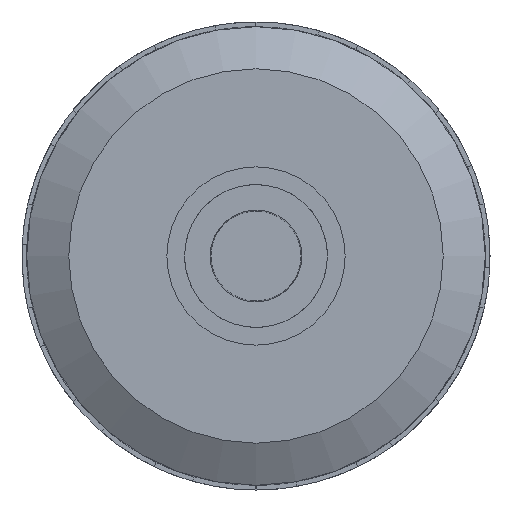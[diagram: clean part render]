
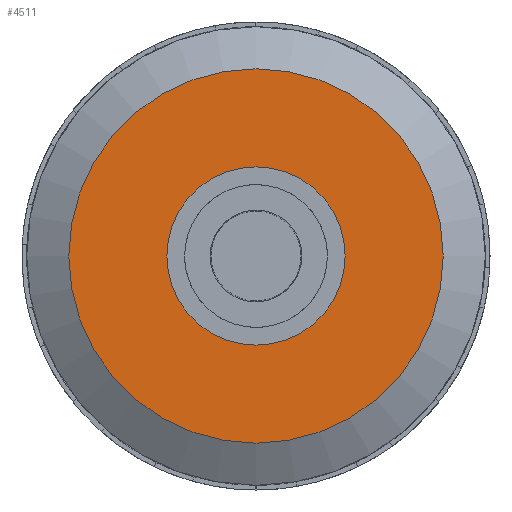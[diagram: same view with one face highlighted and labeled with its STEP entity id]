
A CAD part, left-side view. The second image highlights one B-rep face of the part: STEP entity #4511.
In plain terms, the highlighted planar face has unit normal (-1, 0, 0).
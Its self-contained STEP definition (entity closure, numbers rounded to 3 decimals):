
#409=CARTESIAN_POINT('',(-41.864,0.,-21.0));
#410=VERTEX_POINT('',#409);
#411=CARTESIAN_POINT('',(-41.864,0.0,0.0));
#412=DIRECTION('',(-1.0,0.0,0.0));
#413=DIRECTION('',(0.0,0.0,1.0));
#414=AXIS2_PLACEMENT_3D('',#411,#412,#413);
#415=CIRCLE('',#414,21.0);
#416=EDGE_CURVE('',#410,#410,#415,.T.);
#1447=CARTESIAN_POINT('',(-41.864,0.,-10.0));
#1448=VERTEX_POINT('',#1447);
#1449=CARTESIAN_POINT('',(-41.864,0.0,0.0));
#1450=DIRECTION('',(-1.0,0.0,0.0));
#1451=DIRECTION('',(0.0,0.0,1.0));
#1452=AXIS2_PLACEMENT_3D('',#1449,#1450,#1451);
#1453=CIRCLE('',#1452,10.0);
#1454=EDGE_CURVE('',#1448,#1448,#1453,.T.);
#4500=CARTESIAN_POINT('',(-41.864,0.0,15.5));
#4501=DIRECTION('',(-1.0,0.0,0.0));
#4502=DIRECTION('',(0.0,0.0,1.0));
#4503=AXIS2_PLACEMENT_3D('',#4500,#4501,#4502);
#4504=PLANE('',#4503);
#4505=ORIENTED_EDGE('',*,*,#416,.T.);
#4506=EDGE_LOOP('',(#4505));
#4507=FACE_OUTER_BOUND('',#4506,.T.);
#4508=ORIENTED_EDGE('',*,*,#1454,.F.);
#4509=EDGE_LOOP('',(#4508));
#4510=FACE_BOUND('',#4509,.T.);
#4511=ADVANCED_FACE('',(#4507,#4510),#4504,.T.);
